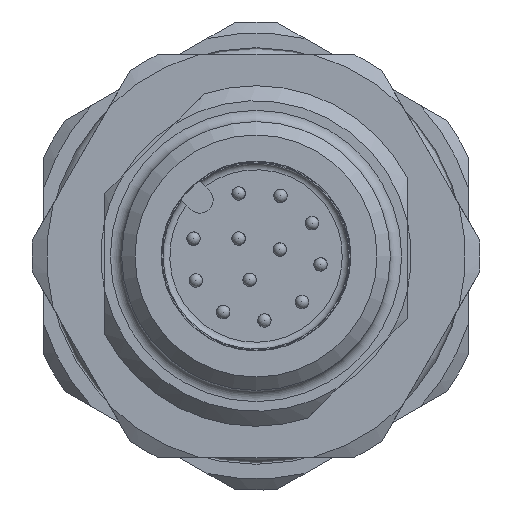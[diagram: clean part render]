
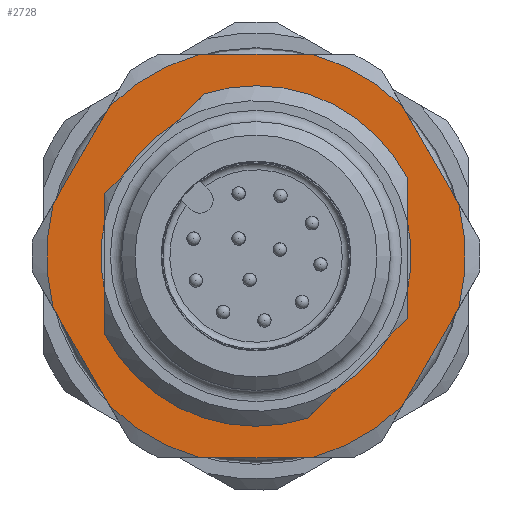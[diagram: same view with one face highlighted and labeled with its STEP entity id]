
A CAD part, left-side view. The second image highlights one B-rep face of the part: STEP entity #2728.
In plain terms, the highlighted planar face has unit normal (-1, 0, 0).
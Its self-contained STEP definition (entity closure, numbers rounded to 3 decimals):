
#146=PLANE('',#3696);
#729=EDGE_LOOP('',(#1682,#1683,#1684,#1685,#1686,#1687,#1688,#1689,#1690,
#1691,#1692,#1693,#1694,#1695));
#730=EDGE_LOOP('',(#1696,#1697,#1698,#1699,#1700,#1701,#1702,#1703,#1704,
#1705,#1706,#1707));
#818=LINE('',#4792,#950);
#821=LINE('',#4807,#953);
#829=LINE('',#4824,#961);
#831=LINE('',#4836,#963);
#837=LINE('',#4847,#969);
#845=LINE('',#4863,#977);
#848=LINE('',#4879,#980);
#855=LINE('',#4892,#987);
#913=LINE('',#6768,#1045);
#914=LINE('',#6772,#1046);
#915=LINE('',#6776,#1047);
#916=LINE('',#6780,#1048);
#917=LINE('',#6784,#1049);
#918=LINE('',#6788,#1050);
#950=VECTOR('',#3819,1.);
#953=VECTOR('',#3822,1.);
#961=VECTOR('',#3832,1.);
#963=VECTOR('',#3834,1.);
#969=VECTOR('',#3842,1.);
#977=VECTOR('',#3850,1.);
#980=VECTOR('',#3855,1.);
#987=VECTOR('',#3862,1.);
#1045=VECTOR('',#4522,1.);
#1046=VECTOR('',#4525,1.);
#1047=VECTOR('',#4528,1.);
#1048=VECTOR('',#4531,1.);
#1049=VECTOR('',#4534,1.);
#1050=VECTOR('',#4537,1.);
#1682=ORIENTED_EDGE('',*,*,#1929,.F.);
#1683=ORIENTED_EDGE('',*,*,#1937,.F.);
#1684=ORIENTED_EDGE('',*,*,#2232,.F.);
#1685=ORIENTED_EDGE('',*,*,#1941,.F.);
#1686=ORIENTED_EDGE('',*,*,#1919,.T.);
#1687=ORIENTED_EDGE('',*,*,#1967,.T.);
#1688=ORIENTED_EDGE('',*,*,#2233,.F.);
#1689=ORIENTED_EDGE('',*,*,#1960,.T.);
#1690=ORIENTED_EDGE('',*,*,#1955,.T.);
#1691=ORIENTED_EDGE('',*,*,#2234,.F.);
#1692=ORIENTED_EDGE('',*,*,#1947,.T.);
#1693=ORIENTED_EDGE('',*,*,#1915,.T.);
#1694=ORIENTED_EDGE('',*,*,#1924,.F.);
#1695=ORIENTED_EDGE('',*,*,#2235,.F.);
#1696=ORIENTED_EDGE('',*,*,#2236,.F.);
#1697=ORIENTED_EDGE('',*,*,#2237,.F.);
#1698=ORIENTED_EDGE('',*,*,#2238,.F.);
#1699=ORIENTED_EDGE('',*,*,#2239,.F.);
#1700=ORIENTED_EDGE('',*,*,#2240,.F.);
#1701=ORIENTED_EDGE('',*,*,#2241,.F.);
#1702=ORIENTED_EDGE('',*,*,#2242,.F.);
#1703=ORIENTED_EDGE('',*,*,#2243,.F.);
#1704=ORIENTED_EDGE('',*,*,#2244,.F.);
#1705=ORIENTED_EDGE('',*,*,#2245,.F.);
#1706=ORIENTED_EDGE('',*,*,#2246,.F.);
#1707=ORIENTED_EDGE('',*,*,#2247,.F.);
#1915=EDGE_CURVE('',#3055,#3056,#2334,.T.);
#1919=EDGE_CURVE('',#3059,#3060,#2336,.T.);
#1924=EDGE_CURVE('',#3064,#3056,#818,.T.);
#1929=EDGE_CURVE('',#3068,#3069,#821,.T.);
#1937=EDGE_CURVE('',#3076,#3068,#829,.T.);
#1941=EDGE_CURVE('',#3059,#3079,#831,.T.);
#1947=EDGE_CURVE('',#3083,#3055,#837,.T.);
#1955=EDGE_CURVE('',#3091,#3090,#845,.T.);
#1960=EDGE_CURVE('',#3095,#3091,#848,.T.);
#1967=EDGE_CURVE('',#3060,#3100,#855,.T.);
#2232=EDGE_CURVE('',#3079,#3076,#2479,.T.);
#2233=EDGE_CURVE('',#3095,#3100,#2480,.T.);
#2234=EDGE_CURVE('',#3083,#3090,#2481,.T.);
#2235=EDGE_CURVE('',#3069,#3064,#2482,.T.);
#2236=EDGE_CURVE('',#3308,#3309,#2483,.T.);
#2237=EDGE_CURVE('',#3310,#3308,#913,.T.);
#2238=EDGE_CURVE('',#3311,#3310,#2484,.T.);
#2239=EDGE_CURVE('',#3312,#3311,#914,.T.);
#2240=EDGE_CURVE('',#3313,#3312,#2485,.T.);
#2241=EDGE_CURVE('',#3314,#3313,#915,.T.);
#2242=EDGE_CURVE('',#3315,#3314,#2486,.T.);
#2243=EDGE_CURVE('',#3316,#3315,#916,.T.);
#2244=EDGE_CURVE('',#3317,#3316,#2487,.T.);
#2245=EDGE_CURVE('',#3318,#3317,#917,.T.);
#2246=EDGE_CURVE('',#3319,#3318,#2488,.T.);
#2247=EDGE_CURVE('',#3309,#3319,#918,.T.);
#2334=CIRCLE('',#3381,7.6);
#2336=CIRCLE('',#3384,7.6);
#2479=CIRCLE('',#3686,6.93);
#2480=CIRCLE('',#3687,6.93);
#2481=CIRCLE('',#3688,6.93);
#2482=CIRCLE('',#3689,6.93);
#2483=CIRCLE('',#3690,9.346);
#2484=CIRCLE('',#3691,9.346);
#2485=CIRCLE('',#3692,9.346);
#2486=CIRCLE('',#3693,9.346);
#2487=CIRCLE('',#3694,9.346);
#2488=CIRCLE('',#3695,9.346);
#2728=ADVANCED_FACE('',(#3008,#3009),#146,.F.);
#3008=FACE_BOUND('',#729,.T.);
#3009=FACE_BOUND('',#730,.T.);
#3055=VERTEX_POINT('',#4772);
#3056=VERTEX_POINT('',#4773);
#3059=VERTEX_POINT('',#4781);
#3060=VERTEX_POINT('',#4782);
#3064=VERTEX_POINT('',#4791);
#3068=VERTEX_POINT('',#4806);
#3069=VERTEX_POINT('',#4808);
#3076=VERTEX_POINT('',#4823);
#3079=VERTEX_POINT('',#4837);
#3083=VERTEX_POINT('',#4848);
#3090=VERTEX_POINT('',#4862);
#3091=VERTEX_POINT('',#4864);
#3095=VERTEX_POINT('',#4880);
#3100=VERTEX_POINT('',#4891);
#3308=VERTEX_POINT('',#6766);
#3309=VERTEX_POINT('',#6767);
#3310=VERTEX_POINT('',#6769);
#3311=VERTEX_POINT('',#6771);
#3312=VERTEX_POINT('',#6773);
#3313=VERTEX_POINT('',#6775);
#3314=VERTEX_POINT('',#6777);
#3315=VERTEX_POINT('',#6779);
#3316=VERTEX_POINT('',#6781);
#3317=VERTEX_POINT('',#6783);
#3318=VERTEX_POINT('',#6785);
#3319=VERTEX_POINT('',#6787);
#3381=AXIS2_PLACEMENT_3D('',#4771,#3802,#3803);
#3384=AXIS2_PLACEMENT_3D('',#4780,#3810,#3811);
#3686=AXIS2_PLACEMENT_3D('',#6761,#4512,#4513);
#3687=AXIS2_PLACEMENT_3D('',#6762,#4514,#4515);
#3688=AXIS2_PLACEMENT_3D('',#6763,#4516,#4517);
#3689=AXIS2_PLACEMENT_3D('',#6764,#4518,#4519);
#3690=AXIS2_PLACEMENT_3D('',#6765,#4520,#4521);
#3691=AXIS2_PLACEMENT_3D('',#6770,#4523,#4524);
#3692=AXIS2_PLACEMENT_3D('',#6774,#4526,#4527);
#3693=AXIS2_PLACEMENT_3D('',#6778,#4529,#4530);
#3694=AXIS2_PLACEMENT_3D('',#6782,#4532,#4533);
#3695=AXIS2_PLACEMENT_3D('',#6786,#4535,#4536);
#3696=AXIS2_PLACEMENT_3D('',#6789,#4538,#4539);
#3802=DIRECTION('',(1.,0.,0.));
#3803=DIRECTION('',(0.,0.,-1.));
#3810=DIRECTION('',(1.,0.,0.));
#3811=DIRECTION('',(0.,0.,-1.));
#3819=DIRECTION('',(0.,0.,1.));
#3822=DIRECTION('',(0.,0.,1.));
#3832=DIRECTION('',(0.,-0.707,0.707));
#3834=DIRECTION('',(0.,-0.707,0.707));
#3842=DIRECTION('',(0.,-0.707,0.707));
#3850=DIRECTION('',(0.,-0.707,0.707));
#3855=DIRECTION('',(0.,0.,1.));
#3862=DIRECTION('',(0.,0.,1.));
#4512=DIRECTION('',(-1.,0.,0.));
#4513=DIRECTION('',(0.,1.,0.));
#4514=DIRECTION('',(-1.,0.,0.));
#4515=DIRECTION('',(0.,1.,0.));
#4516=DIRECTION('',(-1.,0.,0.));
#4517=DIRECTION('',(0.,1.,0.));
#4518=DIRECTION('',(-1.,0.,0.));
#4519=DIRECTION('',(0.,1.,0.));
#4520=DIRECTION('',(1.,0.,0.));
#4521=DIRECTION('',(0.,0.,-1.));
#4522=DIRECTION('',(0.,1.,0.));
#4523=DIRECTION('',(1.,0.,0.));
#4524=DIRECTION('',(0.,0.,-1.));
#4525=DIRECTION('',(0.,0.5,-0.866));
#4526=DIRECTION('',(1.,0.,0.));
#4527=DIRECTION('',(0.,0.,-1.));
#4528=DIRECTION('',(0.,-0.5,-0.866));
#4529=DIRECTION('',(1.,0.,0.));
#4530=DIRECTION('',(0.,0.,-1.));
#4531=DIRECTION('',(0.,-1.,0.));
#4532=DIRECTION('',(1.,0.,0.));
#4533=DIRECTION('',(0.,0.,-1.));
#4534=DIRECTION('',(0.,-0.5,0.866));
#4535=DIRECTION('',(1.,0.,0.));
#4536=DIRECTION('',(0.,0.,-1.));
#4537=DIRECTION('',(0.,0.5,0.866));
#4538=DIRECTION('',(1.,0.,0.));
#4539=DIRECTION('',(0.,0.,-1.));
#4771=CARTESIAN_POINT('',(13.,0.,0.));
#4772=CARTESIAN_POINT('',(13.,2.303,7.243));
#4773=CARTESIAN_POINT('',(13.,-6.75,3.492));
#4780=CARTESIAN_POINT('',(13.,0.,0.));
#4781=CARTESIAN_POINT('',(13.,-2.303,-7.243));
#4782=CARTESIAN_POINT('',(13.,6.75,-3.492));
#4791=CARTESIAN_POINT('',(13.,-6.75,1.569));
#4792=CARTESIAN_POINT('',(13.,-6.75,5.744));
#4806=CARTESIAN_POINT('',(13.,-6.75,-2.796));
#4807=CARTESIAN_POINT('',(13.,-6.75,5.744));
#4808=CARTESIAN_POINT('',(13.,-6.75,-1.569));
#4823=CARTESIAN_POINT('',(13.,-5.883,-3.663));
#4824=CARTESIAN_POINT('',(13.,-6.75,-2.796));
#4836=CARTESIAN_POINT('',(13.,-6.75,-2.796));
#4837=CARTESIAN_POINT('',(13.,-3.663,-5.883));
#4847=CARTESIAN_POINT('',(13.,0.711,8.835));
#4848=CARTESIAN_POINT('',(13.,3.663,5.883));
#4862=CARTESIAN_POINT('',(13.,5.883,3.663));
#4863=CARTESIAN_POINT('',(13.,0.711,8.835));
#4864=CARTESIAN_POINT('',(13.,6.75,2.796));
#4879=CARTESIAN_POINT('',(13.,6.75,2.796));
#4880=CARTESIAN_POINT('',(13.,6.75,1.569));
#4891=CARTESIAN_POINT('',(13.,6.75,-1.569));
#4892=CARTESIAN_POINT('',(13.,6.75,2.796));
#6761=CARTESIAN_POINT('',(13.,0.,0.));
#6762=CARTESIAN_POINT('',(13.,0.,0.));
#6763=CARTESIAN_POINT('',(13.,0.,0.));
#6764=CARTESIAN_POINT('',(13.,0.,0.));
#6765=CARTESIAN_POINT('',(13.,0.,0.));
#6766=CARTESIAN_POINT('',(13.,2.521,-9.));
#6767=CARTESIAN_POINT('',(13.,6.534,-6.683));
#6768=CARTESIAN_POINT('',(13.,-4.359,-9.));
#6769=CARTESIAN_POINT('',(13.,-2.521,-9.));
#6770=CARTESIAN_POINT('',(13.,0.,0.));
#6771=CARTESIAN_POINT('',(13.,-6.534,-6.683));
#6772=CARTESIAN_POINT('',(13.,-9.974,-0.725));
#6773=CARTESIAN_POINT('',(13.,-9.055,-2.317));
#6774=CARTESIAN_POINT('',(13.,0.,0.));
#6775=CARTESIAN_POINT('',(13.,-9.055,2.317));
#6776=CARTESIAN_POINT('',(13.,-5.615,8.275));
#6777=CARTESIAN_POINT('',(13.,-6.534,6.683));
#6778=CARTESIAN_POINT('',(13.,0.,0.));
#6779=CARTESIAN_POINT('',(13.,-2.521,9.));
#6780=CARTESIAN_POINT('',(13.,4.359,9.));
#6781=CARTESIAN_POINT('',(13.,2.521,9.));
#6782=CARTESIAN_POINT('',(13.,0.,0.));
#6783=CARTESIAN_POINT('',(13.,6.534,6.683));
#6784=CARTESIAN_POINT('',(13.,9.974,0.725));
#6785=CARTESIAN_POINT('',(13.,9.055,2.317));
#6786=CARTESIAN_POINT('',(13.,0.,0.));
#6787=CARTESIAN_POINT('',(13.,9.055,-2.317));
#6788=CARTESIAN_POINT('',(13.,5.615,-8.275));
#6789=CARTESIAN_POINT('',(13.,0.,0.));
